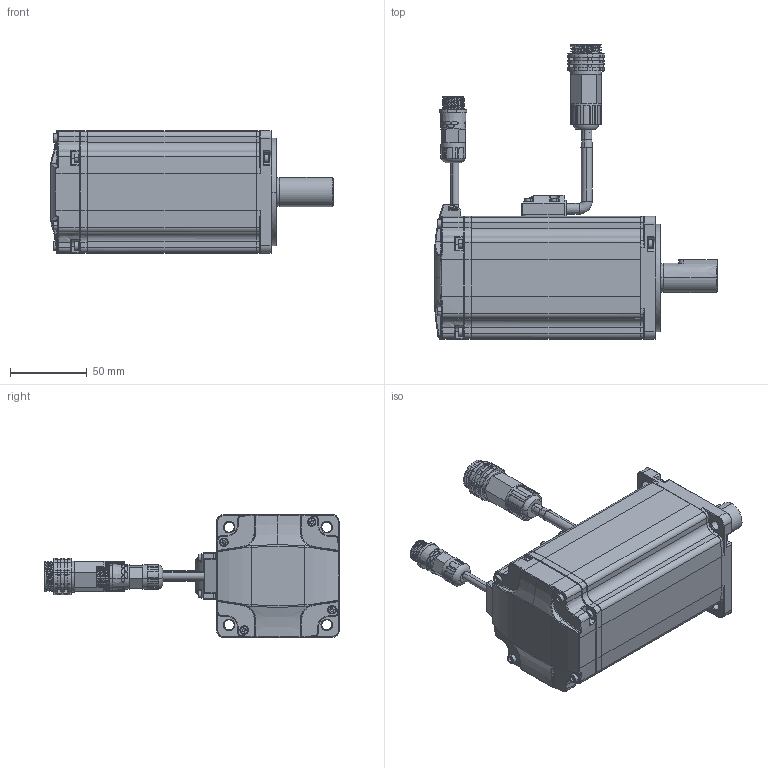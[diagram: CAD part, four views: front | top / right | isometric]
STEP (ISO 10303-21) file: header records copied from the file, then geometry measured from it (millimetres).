
FILE_DESCRIPTION (( 'STEP AP203' ), '1' );
FILE_NAME ('MXL-08A0830LA242.STEP', '2022-08-04T02:24:39', ( '' ), ( '' ), 'SwSTEP 2.0', 'SolidWorks 2018', '' );
FILE_SCHEMA (( 'CONFIG_CONTROL_DESIGN' ));
Products named in the file (1): MXL-08A0830LA242
Bounding box: 184 x 191.99 x 80 mm (x, y, z)
Volume: 463656.3 mm3; surface area: 153143.7 mm2
Topology: 66 solids, 66 shells, 2475 faces, 5947 edges, 3624 vertices
Faces by surface type: bspline 2011, plane 291, cylinder 167, torus 4, cone 2
Entity records: 110262 total; most frequent: CARTESIAN_POINT 71657, ORIENTED_EDGE 11732, EDGE_CURVE 5866, VERTEX_POINT 3624, B_SPLINE_CURVE_WITH_KNOTS 3451, EDGE_LOOP 2690, ADVANCED_FACE 2475, FACE_OUTER_BOUND 2475
